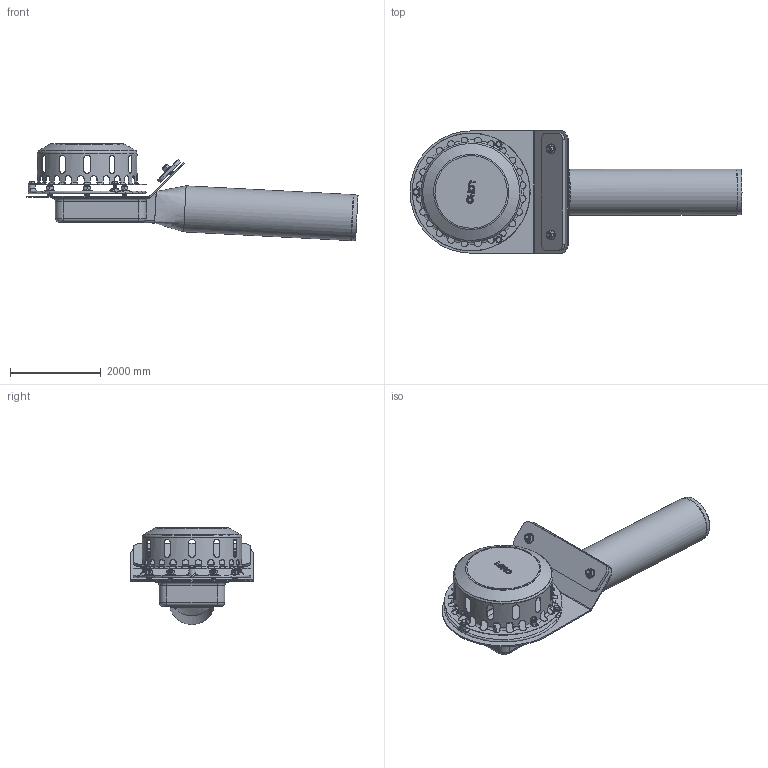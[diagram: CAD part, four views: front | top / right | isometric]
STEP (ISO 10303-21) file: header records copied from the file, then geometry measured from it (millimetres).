
FILE_DESCRIPTION(/* description */ (''),/* implementation_level */ '2;1');
FILE_NAME(/* name */ '01360.100X_3D.stp',/* time_stamp */ '2024-12-11T13:26:32+01:00',/* author */ ('CAD'),/* organization */ (''),/* preprocessor_version */ 'ST-DEVELOPER v20',/* originating_system */ 'AutoCAD Mechanical',/* authorisation */ '');
FILE_SCHEMA (('AUTOMOTIVE_DESIGN { 1 0 10303 214 3 1 1 }'));
Products named in the file (2): Product; *S0
Assembly tree (1 placements, depth 2):
  Product
    *S0
Bounding box: 7326.23 x 2700 x 2146.16 mm (x, y, z)
Volume: 1012491037.8 mm3; surface area: 91213451 mm2
Topology: 26 solids, 26 shells, 1066 faces, 2687 edges, 1627 vertices
Faces by surface type: cone 390, plane 291, cylinder 226, torus 115, bspline 41, sphere 3
Full cylindrical faces by diameter (mm): 60 x3, 70 x12, 80 x21, 83.76 x8, 100 x2, 105 x2, 160 x8, 992 x1, 1016 x1, 1220 x1, 2180 x1, 2200 x1, 2600 x1
Entity records: 43340 total; most frequent: CARTESIAN_POINT 18267, ORIENTED_EDGE 5308, DIRECTION 5144, EDGE_CURVE 2654, AXIS2_PLACEMENT_3D 2068, VERTEX_POINT 1627, EDGE_LOOP 1181, FACE_OUTER_BOUND 1066
